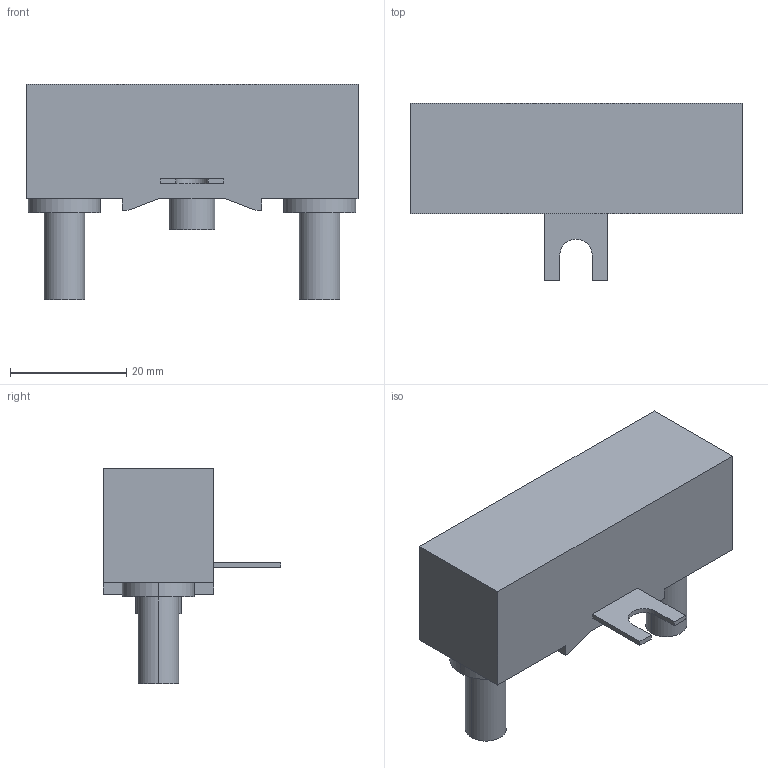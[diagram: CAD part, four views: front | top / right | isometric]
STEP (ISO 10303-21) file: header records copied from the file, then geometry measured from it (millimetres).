
FILE_DESCRIPTION((''),'2;1');
FILE_NAME('2377-45-HS','2012-08-28T',('ryans'),('Bourns, Inc.'),'PRO/ENGINEER BY PARAMETRIC TECHNOLOGY CORPORATION, 2010100','PRO/ENGINEER BY PARAMETRIC TECHNOLOGY CORPORATION, 2010100','');
FILE_SCHEMA(('CONFIG_CONTROL_DESIGN'));
Length unit declared in the file: millimetre
Products named in the file (1): 2377-45-HS
Bounding box: 57.15 x 30.6 x 37.08 mm (x, y, z)
Volume: 23805.7 mm3; surface area: 6488.8 mm2
Topology: 1 solids, 1 shells, 38 faces, 90 edges, 60 vertices
Faces by surface type: plane 27, cylinder 11
Entity records: 1134 total; most frequent: DIRECTION 188, CARTESIAN_POINT 188, ORIENTED_EDGE 180, EDGE_CURVE 90, VECTOR 68, LINE 68, AXIS2_PLACEMENT_3D 60, VERTEX_POINT 60
